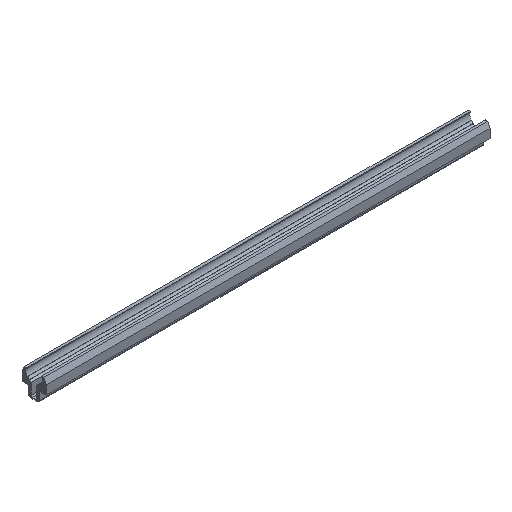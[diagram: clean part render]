
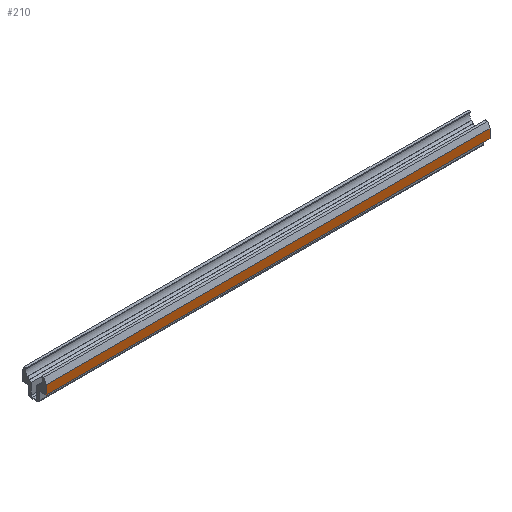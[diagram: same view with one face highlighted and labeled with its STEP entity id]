
A CAD part, isometric view. The second image highlights one B-rep face of the part: STEP entity #210.
In plain terms, the highlighted planar face has unit normal (0, -1, 0).
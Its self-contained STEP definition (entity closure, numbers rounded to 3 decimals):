
#68 = LINE ( 'NONE', #239, #508 ) ;
#82 = EDGE_CURVE ( 'NONE', #1127, #474, #854, .T. ) ;
#100 = EDGE_LOOP ( 'NONE', ( #656, #1185, #308, #164 ) ) ;
#163 = CARTESIAN_POINT ( 'NONE',  ( 59.184, 45.398, -2. ) ) ;
#164 = ORIENTED_EDGE ( 'NONE', *, *, #671, .T. ) ;
#168 = FACE_OUTER_BOUND ( 'NONE', #100, .T. ) ;
#193 = LINE ( 'NONE', #655, #546 ) ;
#195 = CARTESIAN_POINT ( 'NONE',  ( 59.184, 45.398, -2. ) ) ;
#210 = ADVANCED_FACE ( 'NONE', ( #168 ), #908, .F. ) ;
#239 = CARTESIAN_POINT ( 'NONE',  ( 59.184, 45.398, -2. ) ) ;
#280 = DIRECTION ( 'NONE',  ( -1., 0., 0. ) ) ;
#308 = ORIENTED_EDGE ( 'NONE', *, *, #537, .F. ) ;
#385 = CARTESIAN_POINT ( 'NONE',  ( -290.816, 45.398, -1. ) ) ;
#428 = AXIS2_PLACEMENT_3D ( 'NONE', #163, #983, #884 ) ;
#474 = VERTEX_POINT ( 'NONE', #1061 ) ;
#497 = VERTEX_POINT ( 'NONE', #195 ) ;
#508 = VECTOR ( 'NONE', #704, 1000. ) ;
#537 = EDGE_CURVE ( 'NONE', #497, #649, #68, .T. ) ;
#546 = VECTOR ( 'NONE', #927, 1000. ) ;
#649 = VERTEX_POINT ( 'NONE', #881 ) ;
#655 = CARTESIAN_POINT ( 'NONE',  ( 59.184, 45.398, -2. ) ) ;
#656 = ORIENTED_EDGE ( 'NONE', *, *, #82, .T. ) ;
#665 = DIRECTION ( 'NONE',  ( 0., 0., -1. ) ) ;
#671 = EDGE_CURVE ( 'NONE', #497, #1127, #193, .T. ) ;
#704 = DIRECTION ( 'NONE',  ( 0., 0., -1. ) ) ;
#807 = VECTOR ( 'NONE', #280, 1000. ) ;
#854 = LINE ( 'NONE', #385, #919 ) ;
#870 = CARTESIAN_POINT ( 'NONE',  ( 59.184, 45.398, -9. ) ) ;
#881 = CARTESIAN_POINT ( 'NONE',  ( 59.184, 45.398, -9. ) ) ;
#884 = DIRECTION ( 'NONE',  ( 0., 0., -1. ) ) ;
#908 = PLANE ( 'NONE',  #428 ) ;
#919 = VECTOR ( 'NONE', #665, 1000. ) ;
#927 = DIRECTION ( 'NONE',  ( -1., 0., 0. ) ) ;
#969 = EDGE_CURVE ( 'NONE', #649, #474, #1049, .T. ) ;
#983 = DIRECTION ( 'NONE',  ( 0., 1., 0. ) ) ;
#1049 = LINE ( 'NONE', #870, #807 ) ;
#1061 = CARTESIAN_POINT ( 'NONE',  ( -290.816, 45.398, -9. ) ) ;
#1127 = VERTEX_POINT ( 'NONE', #1175 ) ;
#1175 = CARTESIAN_POINT ( 'NONE',  ( -290.816, 45.398, -2. ) ) ;
#1185 = ORIENTED_EDGE ( 'NONE', *, *, #969, .F. ) ;
